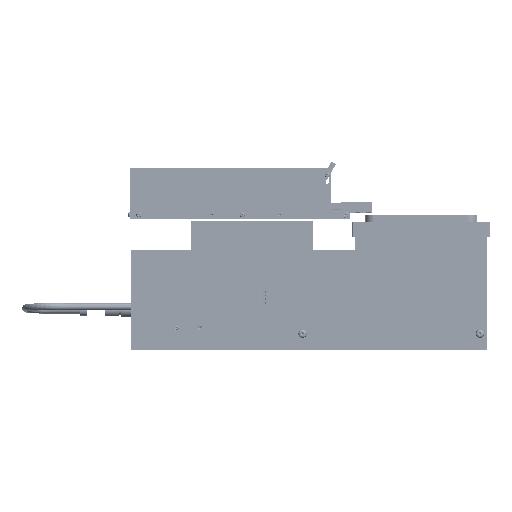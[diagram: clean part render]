
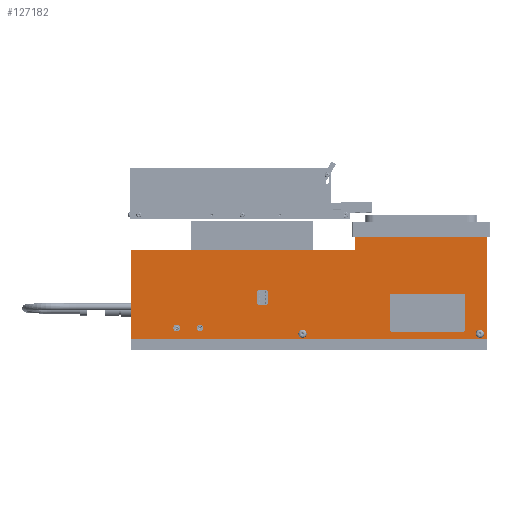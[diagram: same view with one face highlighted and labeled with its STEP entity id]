
A CAD part, front view. The second image highlights one B-rep face of the part: STEP entity #127182.
In plain terms, the highlighted face is planar.
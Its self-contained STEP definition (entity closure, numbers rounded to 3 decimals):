
#1872=FACE_BOUND('',#38756,.T.);
#1873=FACE_BOUND('',#38757,.T.);
#1874=FACE_BOUND('',#38758,.T.);
#1875=FACE_BOUND('',#38759,.T.);
#1876=FACE_BOUND('',#38760,.T.);
#5013=LINE('',#187386,#17958);
#5027=LINE('',#187441,#17972);
#5033=LINE('',#187456,#17978);
#5037=LINE('',#187468,#17982);
#5040=LINE('',#187477,#17985);
#5087=LINE('',#187629,#18032);
#5092=LINE('',#187638,#18037);
#5096=LINE('',#187644,#18041);
#5097=LINE('',#187647,#18042);
#5106=LINE('',#187665,#18051);
#17958=VECTOR('',#151287,10.);
#17972=VECTOR('',#151331,10.);
#17978=VECTOR('',#151345,10.);
#17982=VECTOR('',#151357,10.);
#17985=VECTOR('',#151368,10.);
#18032=VECTOR('',#151535,10.);
#18037=VECTOR('',#151542,10.);
#18041=VECTOR('',#151548,10.);
#18042=VECTOR('',#151551,10.);
#18051=VECTOR('',#151574,10.);
#31896=FACE_OUTER_BOUND('',#38755,.T.);
#38755=EDGE_LOOP('',(#86983,#86984,#86985,#86986,#86987,#86988));
#38756=EDGE_LOOP('',(#86989,#86990,#86991,#86992,#86993,#86994,#86995,#86996));
#38757=EDGE_LOOP('',(#86997));
#38758=EDGE_LOOP('',(#86998));
#38759=EDGE_LOOP('',(#86999));
#38760=EDGE_LOOP('',(#87000));
#46091=CIRCLE('',#135593,1.);
#46093=CIRCLE('',#135597,1.);
#46095=CIRCLE('',#135601,1.);
#46097=CIRCLE('',#135605,1.);
#46100=CIRCLE('',#135610,1.7);
#46105=CIRCLE('',#135617,1.7);
#46122=CIRCLE('',#135660,2.375);
#46126=CIRCLE('',#135666,2.375);
#51443=VERTEX_POINT('',#187383);
#51444=VERTEX_POINT('',#187385);
#51466=VERTEX_POINT('',#187431);
#51467=VERTEX_POINT('',#187432);
#51470=VERTEX_POINT('',#187440);
#51472=VERTEX_POINT('',#187446);
#51473=VERTEX_POINT('',#187447);
#51476=VERTEX_POINT('',#187458);
#51477=VERTEX_POINT('',#187459);
#51480=VERTEX_POINT('',#187470);
#51483=VERTEX_POINT('',#187481);
#51488=VERTEX_POINT('',#187495);
#51519=VERTEX_POINT('',#187609);
#51523=VERTEX_POINT('',#187621);
#51524=VERTEX_POINT('',#187625);
#51526=VERTEX_POINT('',#187628);
#51528=VERTEX_POINT('',#187634);
#51531=VERTEX_POINT('',#187646);
#64752=EDGE_CURVE('',#51443,#51444,#5013,.T.);
#64775=EDGE_CURVE('',#51466,#51467,#46091,.T.);
#64779=EDGE_CURVE('',#51470,#51467,#5027,.T.);
#64782=EDGE_CURVE('',#51472,#51473,#46093,.T.);
#64787=EDGE_CURVE('',#51466,#51473,#5033,.T.);
#64788=EDGE_CURVE('',#51476,#51477,#46095,.T.);
#64793=EDGE_CURVE('',#51472,#51477,#5037,.T.);
#64794=EDGE_CURVE('',#51470,#51480,#46097,.T.);
#64798=EDGE_CURVE('',#51476,#51480,#5040,.T.);
#64801=EDGE_CURVE('',#51483,#51483,#46100,.T.);
#64808=EDGE_CURVE('',#51488,#51488,#46105,.T.);
#64865=EDGE_CURVE('',#51519,#51519,#46122,.T.);
#64871=EDGE_CURVE('',#51523,#51523,#46126,.T.);
#64873=EDGE_CURVE('',#51524,#51526,#5087,.T.);
#64878=EDGE_CURVE('',#51526,#51528,#5092,.T.);
#64882=EDGE_CURVE('',#51444,#51524,#5096,.T.);
#64883=EDGE_CURVE('',#51531,#51528,#5097,.T.);
#64892=EDGE_CURVE('',#51443,#51531,#5106,.T.);
#86983=ORIENTED_EDGE('',*,*,#64892,.T.);
#86984=ORIENTED_EDGE('',*,*,#64883,.T.);
#86985=ORIENTED_EDGE('',*,*,#64878,.F.);
#86986=ORIENTED_EDGE('',*,*,#64873,.F.);
#86987=ORIENTED_EDGE('',*,*,#64882,.F.);
#86988=ORIENTED_EDGE('',*,*,#64752,.F.);
#86989=ORIENTED_EDGE('',*,*,#64787,.T.);
#86990=ORIENTED_EDGE('',*,*,#64782,.F.);
#86991=ORIENTED_EDGE('',*,*,#64793,.T.);
#86992=ORIENTED_EDGE('',*,*,#64788,.F.);
#86993=ORIENTED_EDGE('',*,*,#64798,.T.);
#86994=ORIENTED_EDGE('',*,*,#64794,.F.);
#86995=ORIENTED_EDGE('',*,*,#64779,.T.);
#86996=ORIENTED_EDGE('',*,*,#64775,.F.);
#86997=ORIENTED_EDGE('',*,*,#64801,.T.);
#86998=ORIENTED_EDGE('',*,*,#64808,.T.);
#86999=ORIENTED_EDGE('',*,*,#64865,.T.);
#87000=ORIENTED_EDGE('',*,*,#64871,.T.);
#115665=PLANE('',#135677);
#127182=ADVANCED_FACE('',(#31896,#1872,#1873,#1874,#1875,#1876),#115665,
 .T.);
#135593=AXIS2_PLACEMENT_3D('',#187433,#151323,#151324);
#135597=AXIS2_PLACEMENT_3D('',#187448,#151336,#151337);
#135601=AXIS2_PLACEMENT_3D('',#187460,#151348,#151349);
#135605=AXIS2_PLACEMENT_3D('',#187471,#151360,#151361);
#135610=AXIS2_PLACEMENT_3D('',#187483,#151374,#151375);
#135617=AXIS2_PLACEMENT_3D('',#187497,#151390,#151391);
#135660=AXIS2_PLACEMENT_3D('',#187611,#151516,#151517);
#135666=AXIS2_PLACEMENT_3D('',#187623,#151530,#151531);
#135677=AXIS2_PLACEMENT_3D('',#187664,#151572,#151573);
#151287=DIRECTION('',(1.,0.,0.));
#151323=DIRECTION('center_axis',(0.,1.,0.));
#151324=DIRECTION('ref_axis',(-0.707,0.,
0.707));
#151331=DIRECTION('',(-1.,0.,0.));
#151336=DIRECTION('center_axis',(0.,1.,0.));
#151337=DIRECTION('ref_axis',(-0.707,0.,-0.707));
#151345=DIRECTION('',(0.,0.,-1.));
#151348=DIRECTION('center_axis',(0.,1.,0.));
#151349=DIRECTION('ref_axis',(0.707,0.,-0.707));
#151357=DIRECTION('',(1.,0.,0.));
#151360=DIRECTION('center_axis',(0.,1.,0.));
#151361=DIRECTION('ref_axis',(0.707,0.,0.707));
#151368=DIRECTION('',(0.,0.,1.));
#151374=DIRECTION('center_axis',(0.,-1.,0.));
#151375=DIRECTION('ref_axis',(-1.,0.,0.));
#151390=DIRECTION('center_axis',(0.,-1.,0.));
#151391=DIRECTION('ref_axis',(-1.,0.,0.));
#151516=DIRECTION('center_axis',(0.,-1.,0.));
#151517=DIRECTION('ref_axis',(-1.,0.,0.));
#151530=DIRECTION('center_axis',(0.,-1.,0.));
#151531=DIRECTION('ref_axis',(-1.,0.,0.));
#151535=DIRECTION('',(1.,0.,0.));
#151542=DIRECTION('',(0.,0.,1.));
#151548=DIRECTION('',(0.,0.,1.));
#151551=DIRECTION('',(1.,0.,0.));
#151572=DIRECTION('center_axis',(0.,1.,0.));
#151573=DIRECTION('ref_axis',(0.,0.,
1.));
#151574=DIRECTION('',(0.,0.,1.));
#187383=CARTESIAN_POINT('',(-16.969,-323.751,-181.154));
#187385=CARTESIAN_POINT('',(44.031,-323.751,-181.154));
#187386=CARTESIAN_POINT('',(-16.969,-323.751,-181.154));
#187431=CARTESIAN_POINT('',(6.531,-323.751,-88.154));
#187432=CARTESIAN_POINT('',(7.531,-323.751,-87.154));
#187433=CARTESIAN_POINT('Origin',(7.531,-323.751,-88.154));
#187440=CARTESIAN_POINT('',(15.531,-323.751,-87.154));
#187441=CARTESIAN_POINT('',(-0.219,-323.751,-87.154));
#187446=CARTESIAN_POINT('',(7.531,-323.751,-94.154));
#187447=CARTESIAN_POINT('',(6.531,-323.751,-93.154));
#187448=CARTESIAN_POINT('Origin',(7.531,-323.751,-93.154));
#187456=CARTESIAN_POINT('',(6.531,-323.751,-134.154));
#187458=CARTESIAN_POINT('',(16.531,-323.751,-93.154));
#187459=CARTESIAN_POINT('',(15.531,-323.751,-94.154));
#187460=CARTESIAN_POINT('Origin',(15.531,-323.751,-93.154));
#187468=CARTESIAN_POINT('',(-5.219,-323.751,-94.154));
#187470=CARTESIAN_POINT('',(16.531,-323.751,-88.154));
#187471=CARTESIAN_POINT('Origin',(15.531,-323.751,-88.154));
#187477=CARTESIAN_POINT('',(16.531,-323.751,-137.654));
#187481=CARTESIAN_POINT('',(-11.769,-323.751,-63.154));
#187483=CARTESIAN_POINT('Origin',(-13.469,-323.751,-63.154));
#187495=CARTESIAN_POINT('',(-11.769,-323.751,58.846));
#187497=CARTESIAN_POINT('Origin',(-13.469,-323.751,58.846));
#187609=CARTESIAN_POINT('',(-7.094,-323.751,-149.654));
#187611=CARTESIAN_POINT('Origin',(-9.469,-323.751,-149.654));
#187621=CARTESIAN_POINT('',(-7.094,-323.751,-133.654));
#187623=CARTESIAN_POINT('Origin',(-9.469,-323.751,-133.654));
#187625=CARTESIAN_POINT('',(44.031,-323.751,-27.154));
#187628=CARTESIAN_POINT('',(53.531,-323.751,-27.154));
#187629=CARTESIAN_POINT('',(44.031,-323.751,-27.154));
#187634=CARTESIAN_POINT('',(53.531,-323.751,63.846));
#187638=CARTESIAN_POINT('',(53.531,-323.751,-181.154));
#187644=CARTESIAN_POINT('',(44.031,-323.751,-181.154));
#187646=CARTESIAN_POINT('',(-16.969,-323.751,63.846));
#187647=CARTESIAN_POINT('',(-16.969,-323.751,63.846));
#187664=CARTESIAN_POINT('Origin',(-16.969,-323.751,-181.154));
#187665=CARTESIAN_POINT('',(-16.969,-323.751,-181.154));
